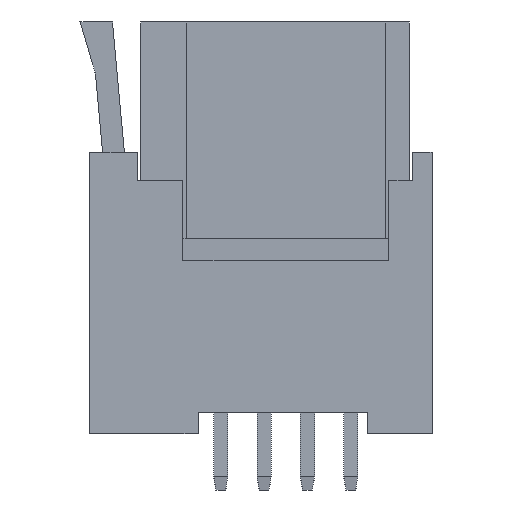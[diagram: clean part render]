
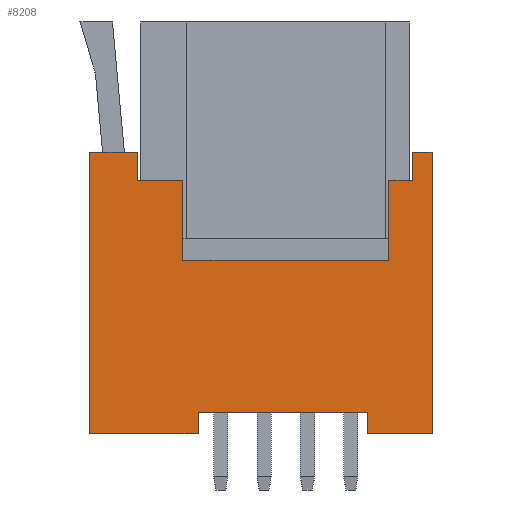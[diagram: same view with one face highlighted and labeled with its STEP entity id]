
A CAD part, front view. The second image highlights one B-rep face of the part: STEP entity #8208.
In plain terms, the highlighted planar face has unit normal (0, -1, 0).
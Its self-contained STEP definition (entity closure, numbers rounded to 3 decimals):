
#5958 = VERTEX_POINT('',#5959);
#5959 = CARTESIAN_POINT('',(-6.05,-3.2,13.));
#5965 = EDGE_CURVE('',#5958,#5966,#5968,.T.);
#5966 = VERTEX_POINT('',#5967);
#5967 = CARTESIAN_POINT('',(-3.85,-3.2,13.));
#5968 = LINE('',#5969,#5970);
#5969 = CARTESIAN_POINT('',(-6.05,-3.2,13.));
#5970 = VECTOR('',#5971,1.);
#5971 = DIRECTION('',(1.,0.,0.));
#6778 = VERTEX_POINT('',#6779);
#6779 = CARTESIAN_POINT('',(8.85,-3.2,13.));
#6785 = EDGE_CURVE('',#6778,#6786,#6788,.T.);
#6786 = VERTEX_POINT('',#6787);
#6787 = CARTESIAN_POINT('',(9.75,-3.2,13.));
#6788 = LINE('',#6789,#6790);
#6789 = CARTESIAN_POINT('',(8.85,-3.2,13.));
#6790 = VECTOR('',#6791,1.);
#6791 = DIRECTION('',(1.,0.,0.));
#8190 = EDGE_CURVE('',#5966,#8191,#8193,.T.);
#8191 = VERTEX_POINT('',#8192);
#8192 = CARTESIAN_POINT('',(-3.85,-3.2,11.7));
#8193 = LINE('',#8194,#8195);
#8194 = CARTESIAN_POINT('',(-3.85,-3.2,13.));
#8195 = VECTOR('',#8196,1.);
#8196 = DIRECTION('',(0.,0.,-1.));
#8208 = ADVANCED_FACE('',(#8209),#8314,.T.);
#8209 = FACE_BOUND('',#8210,.F.);
#8210 = EDGE_LOOP('',(#8211,#8221,#8229,#8235,#8236,#8237,#8245,#8253,
    #8261,#8269,#8277,#8283,#8284,#8292,#8300,#8308));
#8211 = ORIENTED_EDGE('',*,*,#8212,.T.);
#8212 = EDGE_CURVE('',#8213,#8215,#8217,.T.);
#8213 = VERTEX_POINT('',#8214);
#8214 = CARTESIAN_POINT('',(-1.05,-3.2,1.));
#8215 = VERTEX_POINT('',#8216);
#8216 = CARTESIAN_POINT('',(-1.05,-3.2,0.));
#8217 = LINE('',#8218,#8219);
#8218 = CARTESIAN_POINT('',(-1.05,-3.2,1.));
#8219 = VECTOR('',#8220,1.);
#8220 = DIRECTION('',(0.,0.,-1.));
#8221 = ORIENTED_EDGE('',*,*,#8222,.T.);
#8222 = EDGE_CURVE('',#8215,#8223,#8225,.T.);
#8223 = VERTEX_POINT('',#8224);
#8224 = CARTESIAN_POINT('',(-6.05,-3.2,0.));
#8225 = LINE('',#8226,#8227);
#8226 = CARTESIAN_POINT('',(-1.05,-3.2,0.));
#8227 = VECTOR('',#8228,1.);
#8228 = DIRECTION('',(-1.,0.,0.));
#8229 = ORIENTED_EDGE('',*,*,#8230,.T.);
#8230 = EDGE_CURVE('',#8223,#5958,#8231,.T.);
#8231 = LINE('',#8232,#8233);
#8232 = CARTESIAN_POINT('',(-6.05,-3.2,0.));
#8233 = VECTOR('',#8234,1.);
#8234 = DIRECTION('',(0.,0.,1.));
#8235 = ORIENTED_EDGE('',*,*,#5965,.T.);
#8236 = ORIENTED_EDGE('',*,*,#8190,.T.);
#8237 = ORIENTED_EDGE('',*,*,#8238,.T.);
#8238 = EDGE_CURVE('',#8191,#8239,#8241,.T.);
#8239 = VERTEX_POINT('',#8240);
#8240 = CARTESIAN_POINT('',(-1.75,-3.2,11.7));
#8241 = LINE('',#8242,#8243);
#8242 = CARTESIAN_POINT('',(-3.85,-3.2,11.7));
#8243 = VECTOR('',#8244,1.);
#8244 = DIRECTION('',(1.,0.,0.));
#8245 = ORIENTED_EDGE('',*,*,#8246,.T.);
#8246 = EDGE_CURVE('',#8239,#8247,#8249,.T.);
#8247 = VERTEX_POINT('',#8248);
#8248 = CARTESIAN_POINT('',(-1.75,-3.2,8.));
#8249 = LINE('',#8250,#8251);
#8250 = CARTESIAN_POINT('',(-1.75,-3.2,11.7));
#8251 = VECTOR('',#8252,1.);
#8252 = DIRECTION('',(0.,0.,-1.));
#8253 = ORIENTED_EDGE('',*,*,#8254,.T.);
#8254 = EDGE_CURVE('',#8247,#8255,#8257,.T.);
#8255 = VERTEX_POINT('',#8256);
#8256 = CARTESIAN_POINT('',(7.75,-3.2,8.));
#8257 = LINE('',#8258,#8259);
#8258 = CARTESIAN_POINT('',(-1.75,-3.2,8.));
#8259 = VECTOR('',#8260,1.);
#8260 = DIRECTION('',(1.,0.,0.));
#8261 = ORIENTED_EDGE('',*,*,#8262,.T.);
#8262 = EDGE_CURVE('',#8255,#8263,#8265,.T.);
#8263 = VERTEX_POINT('',#8264);
#8264 = CARTESIAN_POINT('',(7.75,-3.2,11.7));
#8265 = LINE('',#8266,#8267);
#8266 = CARTESIAN_POINT('',(7.75,-3.2,8.));
#8267 = VECTOR('',#8268,1.);
#8268 = DIRECTION('',(0.,0.,1.));
#8269 = ORIENTED_EDGE('',*,*,#8270,.T.);
#8270 = EDGE_CURVE('',#8263,#8271,#8273,.T.);
#8271 = VERTEX_POINT('',#8272);
#8272 = CARTESIAN_POINT('',(8.85,-3.2,11.7));
#8273 = LINE('',#8274,#8275);
#8274 = CARTESIAN_POINT('',(7.75,-3.2,11.7));
#8275 = VECTOR('',#8276,1.);
#8276 = DIRECTION('',(1.,0.,0.));
#8277 = ORIENTED_EDGE('',*,*,#8278,.T.);
#8278 = EDGE_CURVE('',#8271,#6778,#8279,.T.);
#8279 = LINE('',#8280,#8281);
#8280 = CARTESIAN_POINT('',(8.85,-3.2,11.7));
#8281 = VECTOR('',#8282,1.);
#8282 = DIRECTION('',(0.,0.,1.));
#8283 = ORIENTED_EDGE('',*,*,#6785,.T.);
#8284 = ORIENTED_EDGE('',*,*,#8285,.T.);
#8285 = EDGE_CURVE('',#6786,#8286,#8288,.T.);
#8286 = VERTEX_POINT('',#8287);
#8287 = CARTESIAN_POINT('',(9.75,-3.2,0.));
#8288 = LINE('',#8289,#8290);
#8289 = CARTESIAN_POINT('',(9.75,-3.2,13.));
#8290 = VECTOR('',#8291,1.);
#8291 = DIRECTION('',(0.,0.,-1.));
#8292 = ORIENTED_EDGE('',*,*,#8293,.T.);
#8293 = EDGE_CURVE('',#8286,#8294,#8296,.T.);
#8294 = VERTEX_POINT('',#8295);
#8295 = CARTESIAN_POINT('',(6.75,-3.2,0.));
#8296 = LINE('',#8297,#8298);
#8297 = CARTESIAN_POINT('',(9.75,-3.2,0.));
#8298 = VECTOR('',#8299,1.);
#8299 = DIRECTION('',(-1.,0.,0.));
#8300 = ORIENTED_EDGE('',*,*,#8301,.T.);
#8301 = EDGE_CURVE('',#8294,#8302,#8304,.T.);
#8302 = VERTEX_POINT('',#8303);
#8303 = CARTESIAN_POINT('',(6.75,-3.2,1.));
#8304 = LINE('',#8305,#8306);
#8305 = CARTESIAN_POINT('',(6.75,-3.2,0.));
#8306 = VECTOR('',#8307,1.);
#8307 = DIRECTION('',(0.,0.,1.));
#8308 = ORIENTED_EDGE('',*,*,#8309,.T.);
#8309 = EDGE_CURVE('',#8302,#8213,#8310,.T.);
#8310 = LINE('',#8311,#8312);
#8311 = CARTESIAN_POINT('',(6.75,-3.2,1.));
#8312 = VECTOR('',#8313,1.);
#8313 = DIRECTION('',(-1.,0.,0.));
#8314 = PLANE('',#8315);
#8315 = AXIS2_PLACEMENT_3D('',#8316,#8317,#8318);
#8316 = CARTESIAN_POINT('',(-1.05,-3.2,1.));
#8317 = DIRECTION('',(0.,-1.,0.));
#8318 = DIRECTION('',(0.,0.,-1.));
